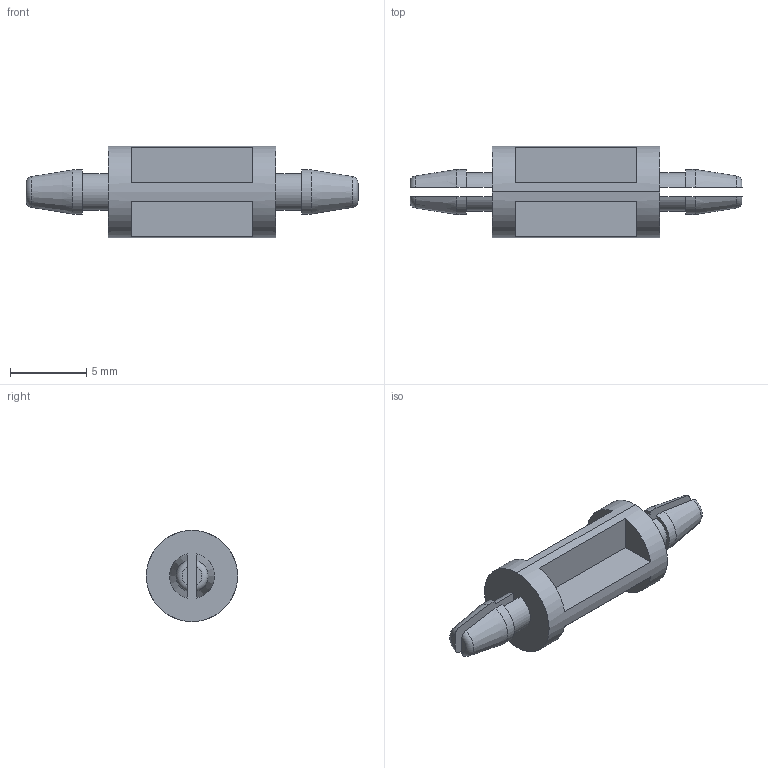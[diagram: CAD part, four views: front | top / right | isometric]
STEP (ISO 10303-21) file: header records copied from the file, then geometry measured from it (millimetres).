
FILE_DESCRIPTION (( 'STEP AP203' ), '1' );
FILE_NAME ('DISTANS SERISI - KYD 616.STEP', '2018-11-26T14:58:18', ( 'user' ), ( '' ), 'SwSTEP 2.0', 'SolidWorks 2016', '' );
FILE_SCHEMA (( 'CONFIG_CONTROL_DESIGN' ));
Length unit declared in the file: millimetre
Products named in the file (1): DISTANS SERISI - KYD 616
Bounding box: 21.82 x 6 x 6 mm (x, y, z)
Volume: 226.6 mm3; surface area: 458.4 mm2
Topology: 1 solids, 1 shells, 48 faces, 114 edges, 76 vertices
Faces by surface type: plane 30, cylinder 10, cone 4, torus 4
Entity records: 1503 total; most frequent: CARTESIAN_POINT 303, DIRECTION 232, ORIENTED_EDGE 228, EDGE_CURVE 114, AXIS2_PLACEMENT_3D 85, VERTEX_POINT 76, LINE 62, VECTOR 62
